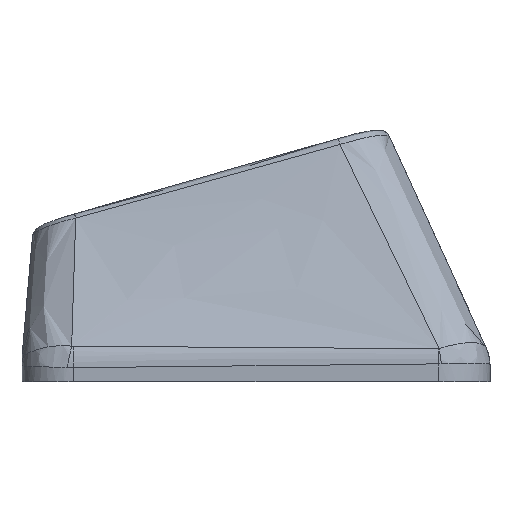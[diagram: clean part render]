
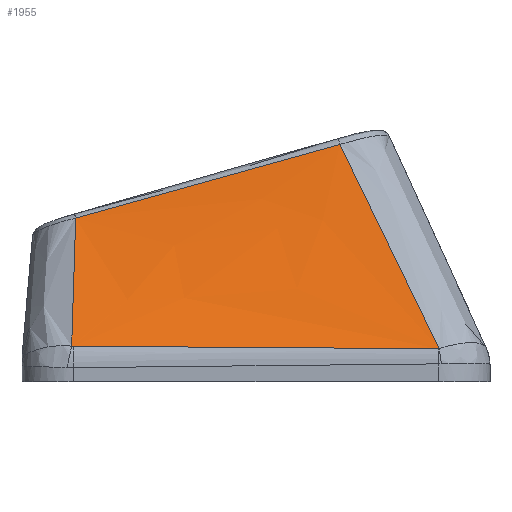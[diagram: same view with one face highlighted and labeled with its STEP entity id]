
A CAD part, left-side view. The second image highlights one B-rep face of the part: STEP entity #1955.
In plain terms, the highlighted free-form (B-spline) face has degree [3, 3] with [4, 4] control points.
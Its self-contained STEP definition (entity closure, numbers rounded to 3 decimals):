
#33=B_SPLINE_SURFACE_WITH_KNOTS('',3,3,((#4147,#4148,#4149,#4150),(#4151,
#4152,#4153,#4154),(#4155,#4156,#4157,#4158),(#4159,#4160,#4161,#4162)),
 .UNSPECIFIED.,.F.,.F.,.F.,(4,4),(4,4),(0.102,0.894),
(0.03,0.967),.UNSPECIFIED.);
#227=FACE_OUTER_BOUND('',#340,.T.);
#340=EDGE_LOOP('',(#1645,#1646,#1647,#1648,#1649,#1650));
#696=B_SPLINE_CURVE_WITH_KNOTS('',3,(#3655,#3656,#3657,#3658),
 .UNSPECIFIED.,.F.,.F.,(4,4),(0.,0.003),
 .UNSPECIFIED.);
#698=B_SPLINE_CURVE_WITH_KNOTS('',3,(#3682,#3683,#3684,#3685),
 .UNSPECIFIED.,.F.,.F.,(4,4),(0.,1.416),.UNSPECIFIED.);
#700=B_SPLINE_CURVE_WITH_KNOTS('',3,(#3709,#3710,#3711,#3712),
 .UNSPECIFIED.,.F.,.F.,(4,4),(0.,0.006),
 .UNSPECIFIED.);
#722=B_SPLINE_CURVE_WITH_KNOTS('',3,(#4137,#4138,#4139,#4140),
 .UNSPECIFIED.,.F.,.F.,(4,4),(-0.622,-0.024),
 .UNSPECIFIED.);
#724=B_SPLINE_CURVE_WITH_KNOTS('',3,(#4164,#4165,#4166,#4167),
 .UNSPECIFIED.,.F.,.F.,(4,4),(0.03,0.973),
 .UNSPECIFIED.);
#725=B_SPLINE_CURVE_WITH_KNOTS('',3,(#4168,#4169,#4170,#4171),
 .UNSPECIFIED.,.F.,.F.,(4,4),(-1.064,0.),.UNSPECIFIED.);
#890=VERTEX_POINT('',#3614);
#894=VERTEX_POINT('',#3648);
#896=VERTEX_POINT('',#3675);
#898=VERTEX_POINT('',#3702);
#925=VERTEX_POINT('',#4136);
#926=VERTEX_POINT('',#4163);
#1144=EDGE_CURVE('',#890,#894,#696,.T.);
#1147=EDGE_CURVE('',#894,#896,#698,.T.);
#1150=EDGE_CURVE('',#896,#898,#700,.T.);
#1191=EDGE_CURVE('',#898,#925,#722,.T.);
#1193=EDGE_CURVE('',#926,#890,#724,.T.);
#1194=EDGE_CURVE('',#925,#926,#725,.T.);
#1645=ORIENTED_EDGE('',*,*,#1150,.F.);
#1646=ORIENTED_EDGE('',*,*,#1147,.F.);
#1647=ORIENTED_EDGE('',*,*,#1144,.F.);
#1648=ORIENTED_EDGE('',*,*,#1193,.F.);
#1649=ORIENTED_EDGE('',*,*,#1194,.F.);
#1650=ORIENTED_EDGE('',*,*,#1191,.F.);
#1955=ADVANCED_FACE('',(#227),#33,.T.);
#3614=CARTESIAN_POINT('',(-20.866,-7.105,0.283));
#3648=CARTESIAN_POINT('',(-20.867,-7.076,0.281));
#3655=CARTESIAN_POINT('Ctrl Pts',(-20.866,-7.105,0.283));
#3656=CARTESIAN_POINT('Ctrl Pts',(-20.866,-7.095,0.282));
#3657=CARTESIAN_POINT('Ctrl Pts',(-20.867,-7.086,0.281));
#3658=CARTESIAN_POINT('Ctrl Pts',(-20.867,-7.076,0.281));
#3675=CARTESIAN_POINT('',(-20.735,7.093,0.378));
#3682=CARTESIAN_POINT('Ctrl Pts',(-20.867,-7.076,0.281));
#3683=CARTESIAN_POINT('Ctrl Pts',(-20.841,-2.355,0.307));
#3684=CARTESIAN_POINT('Ctrl Pts',(-20.808,2.368,0.339));
#3685=CARTESIAN_POINT('Ctrl Pts',(-20.735,7.093,0.378));
#3702=CARTESIAN_POINT('',(-20.731,7.153,0.384));
#3709=CARTESIAN_POINT('Ctrl Pts',(-20.735,7.093,0.378));
#3710=CARTESIAN_POINT('Ctrl Pts',(-20.735,7.113,0.378));
#3711=CARTESIAN_POINT('Ctrl Pts',(-20.733,7.133,0.38));
#3712=CARTESIAN_POINT('Ctrl Pts',(-20.731,7.153,0.384));
#4136=CARTESIAN_POINT('',(-17.452,6.997,5.348));
#4137=CARTESIAN_POINT('Ctrl Pts',(-20.731,7.153,0.384));
#4138=CARTESIAN_POINT('Ctrl Pts',(-19.63,7.083,2.034));
#4139=CARTESIAN_POINT('Ctrl Pts',(-18.538,7.027,3.689));
#4140=CARTESIAN_POINT('Ctrl Pts',(-17.452,6.997,5.348));
#4147=CARTESIAN_POINT('Ctrl Pts',(-17.431,-3.686,8.321));
#4148=CARTESIAN_POINT('Ctrl Pts',(-18.576,-4.826,5.641));
#4149=CARTESIAN_POINT('Ctrl Pts',(-19.721,-5.966,2.961));
#4150=CARTESIAN_POINT('Ctrl Pts',(-20.867,-7.105,0.281));
#4151=CARTESIAN_POINT('Ctrl Pts',(-17.431,-0.061,
7.324));
#4152=CARTESIAN_POINT('Ctrl Pts',(-18.576,-0.825,
4.965));
#4153=CARTESIAN_POINT('Ctrl Pts',(-19.721,-1.589,2.606));
#4154=CARTESIAN_POINT('Ctrl Pts',(-20.867,-2.353,0.247));
#4155=CARTESIAN_POINT('Ctrl Pts',(-17.431,3.564,6.326));
#4156=CARTESIAN_POINT('Ctrl Pts',(-18.576,3.176,4.288));
#4157=CARTESIAN_POINT('Ctrl Pts',(-19.721,2.788,2.251));
#4158=CARTESIAN_POINT('Ctrl Pts',(-20.867,2.4,0.214));
#4159=CARTESIAN_POINT('Ctrl Pts',(-17.431,7.189,5.328));
#4160=CARTESIAN_POINT('Ctrl Pts',(-18.576,7.177,3.612));
#4161=CARTESIAN_POINT('Ctrl Pts',(-19.721,7.164,1.896));
#4162=CARTESIAN_POINT('Ctrl Pts',(-20.867,7.152,0.18));
#4163=CARTESIAN_POINT('',(-17.431,-3.254,8.202));
#4164=CARTESIAN_POINT('Ctrl Pts',(-17.431,-3.254,8.202));
#4165=CARTESIAN_POINT('Ctrl Pts',(-18.593,-4.55,5.573));
#4166=CARTESIAN_POINT('Ctrl Pts',(-19.734,-5.831,2.931));
#4167=CARTESIAN_POINT('Ctrl Pts',(-20.866,-7.105,0.283));
#4168=CARTESIAN_POINT('Ctrl Pts',(-17.452,6.997,5.348));
#4169=CARTESIAN_POINT('Ctrl Pts',(-17.448,3.577,6.289));
#4170=CARTESIAN_POINT('Ctrl Pts',(-17.438,0.161,7.243));
#4171=CARTESIAN_POINT('Ctrl Pts',(-17.431,-3.254,8.202));
